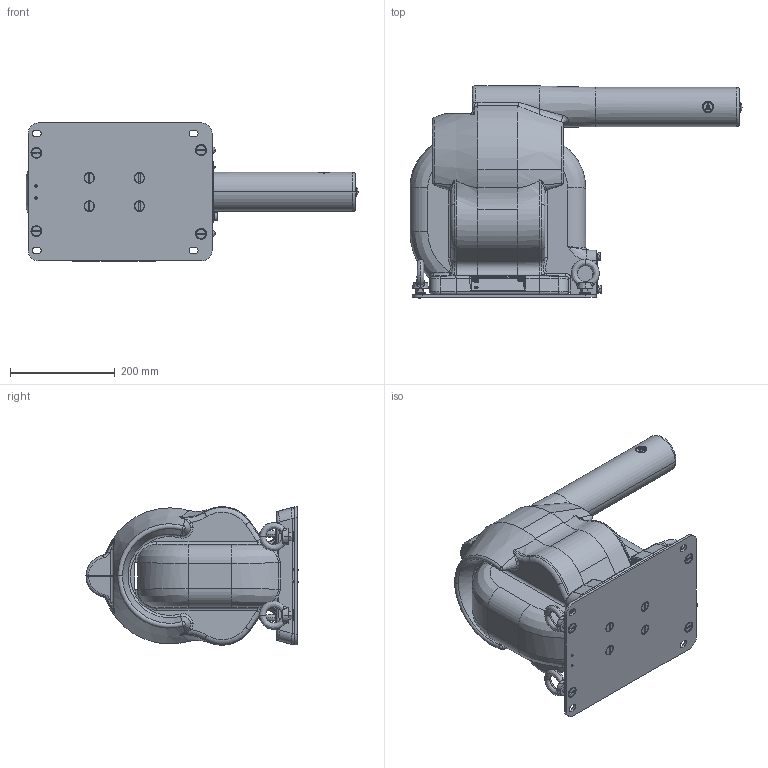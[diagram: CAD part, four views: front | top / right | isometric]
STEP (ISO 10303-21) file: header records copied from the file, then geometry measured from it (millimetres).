
FILE_DESCRIPTION (( 'STEP AP203' ), '1' );
FILE_NAME ('ﾇﾍﾎﾋ.01 ﾏﾌﾈ-35.STEP', '2018-01-18T08:46:03', ( '' ), ( '' ), 'SwSTEP 2.0', 'SolidWorks 2010', '' );
FILE_SCHEMA (( 'CONFIG_CONTROL_DESIGN' ));
Length unit declared in the file: millimetre
Products named in the file (1): ﾇﾍﾎﾋ.01 ﾏﾌﾈ-35
Bounding box: 635 x 405.65 x 264.9 mm (x, y, z)
Surface area: 808018.9 mm2 (no closed solid volume)
Topology: 0 solids, 70 shells, 694 faces, 2287 edges, 1620 vertices
Faces by surface type: plane 208, cylinder 188, bspline 136, cone 86, torus 45, sphere 31
Entity records: 36799 total; most frequent: CARTESIAN_POINT 17973, DIRECTION 3752, ORIENTED_EDGE 3720, EDGE_CURVE 2278, VERTEX_POINT 1620, AXIS2_PLACEMENT_3D 1478, CIRCLE 919, EDGE_LOOP 799
